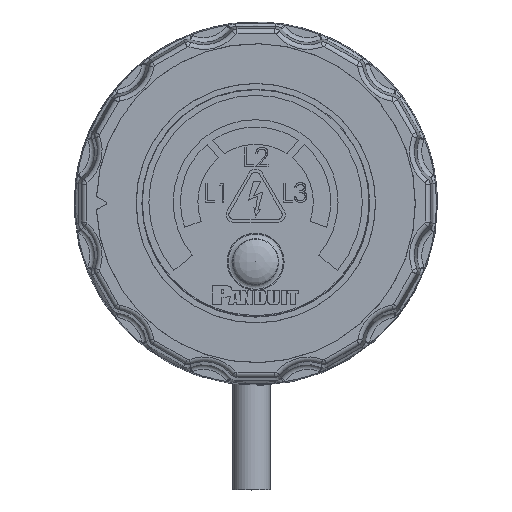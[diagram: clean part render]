
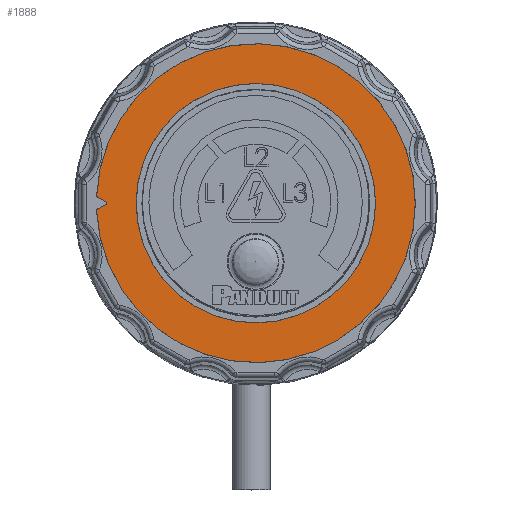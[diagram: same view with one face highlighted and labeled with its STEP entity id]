
A CAD part, top view. The second image highlights one B-rep face of the part: STEP entity #1888.
In plain terms, the highlighted planar face has unit normal (0, 0, 1).
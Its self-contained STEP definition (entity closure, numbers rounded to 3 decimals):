
#379=ELLIPSE('',#8288,0.127,0.127);
#565=B_SPLINE_CURVE_WITH_KNOTS('',3,(#12819,#12820,#12821,#12822,#12823,
#12824,#12825,#12826,#12827,#12828,#12829,#12830,#12831),.UNSPECIFIED.,
 .F.,.F.,(4,3,3,3,4),(0.,0.309,0.619,0.928,
1.),.UNSPECIFIED.);
#566=B_SPLINE_CURVE_WITH_KNOTS('',3,(#12832,#12833,#12834,#12835,#12836,
#12837,#12838,#12839,#12840,#12841,#12842,#12843,#12844),.UNSPECIFIED.,
 .F.,.F.,(4,3,3,3,4),(0.,0.309,0.618,0.927,
1.),.UNSPECIFIED.);
#849=LINE('',#12816,#1293);
#850=LINE('',#12846,#1294);
#1293=VECTOR('',#9142,1.);
#1294=VECTOR('',#9143,1.);
#1760=FACE_BOUND('',#3048,.T.);
#1761=FACE_BOUND('',#3049,.T.);
#1888=ADVANCED_FACE('',(#1760,#1761),#2345,.T.);
#2345=PLANE('',#8289);
#3048=EDGE_LOOP('',(#3899,#3900,#3901,#3902,#3903,#3904));
#3049=EDGE_LOOP('',(#3905));
#3899=ORIENTED_EDGE('',*,*,#6912,.T.);
#3900=ORIENTED_EDGE('',*,*,#6913,.T.);
#3901=ORIENTED_EDGE('',*,*,#6908,.F.);
#3902=ORIENTED_EDGE('',*,*,#6914,.T.);
#3903=ORIENTED_EDGE('',*,*,#6915,.F.);
#3904=ORIENTED_EDGE('',*,*,#6916,.T.);
#3905=ORIENTED_EDGE('',*,*,#6911,.F.);
#6119=VERTEX_POINT('',#12796);
#6120=VERTEX_POINT('',#12797);
#6121=VERTEX_POINT('',#12814);
#6122=VERTEX_POINT('',#12817);
#6123=VERTEX_POINT('',#12818);
#6124=VERTEX_POINT('',#12845);
#6125=VERTEX_POINT('',#12847);
#6908=EDGE_CURVE('',#6119,#6120,#7872,.T.);
#6911=EDGE_CURVE('',#6121,#6121,#7873,.T.);
#6912=EDGE_CURVE('',#6122,#6123,#849,.T.);
#6913=EDGE_CURVE('',#6123,#6120,#565,.T.);
#6914=EDGE_CURVE('',#6119,#6124,#566,.T.);
#6915=EDGE_CURVE('',#6125,#6124,#850,.T.);
#6916=EDGE_CURVE('',#6125,#6122,#379,.T.);
#7872=CIRCLE('',#8284,21.323);
#7873=CIRCLE('',#8286,16.015);
#8284=AXIS2_PLACEMENT_3D('',#12795,#9134,#9135);
#8286=AXIS2_PLACEMENT_3D('',#12813,#9138,#9139);
#8288=AXIS2_PLACEMENT_3D('',#12848,#9144,#9145);
#8289=AXIS2_PLACEMENT_3D('',#12849,#9146,#9147);
#9134=DIRECTION('',(0.,0.,-1.));
#9135=DIRECTION('',(1.,0.,0.));
#9138=DIRECTION('',(0.,0.,1.));
#9139=DIRECTION('',(1.,0.,0.));
#9142=DIRECTION('',(-0.866,-0.5,0.));
#9143=DIRECTION('',(-0.866,0.5,0.));
#9144=DIRECTION('',(0.,0.,-1.));
#9145=DIRECTION('',(-1.,0.,0.));
#9146=DIRECTION('',(0.,0.,1.));
#9147=DIRECTION('',(1.,0.,0.));
#12795=CARTESIAN_POINT('',(-0.002,34.371,-64.756));
#12796=CARTESIAN_POINT('',(-21.304,35.318,-64.756));
#12797=CARTESIAN_POINT('',(-21.304,33.424,-64.756));
#12813=CARTESIAN_POINT('',(-0.002,34.371,-64.756));
#12814=CARTESIAN_POINT('',(16.013,34.371,-64.756));
#12816=CARTESIAN_POINT('',(-21.335,33.485,-64.756));
#12817=CARTESIAN_POINT('',(-19.991,34.261,-64.756));
#12818=CARTESIAN_POINT('',(-21.24,33.54,-64.756));
#12819=CARTESIAN_POINT('',(-21.24,33.54,-64.756));
#12820=CARTESIAN_POINT('',(-21.253,33.533,-64.756));
#12821=CARTESIAN_POINT('',(-21.264,33.523,-64.756));
#12822=CARTESIAN_POINT('',(-21.273,33.513,-64.756));
#12823=CARTESIAN_POINT('',(-21.282,33.502,-64.756));
#12824=CARTESIAN_POINT('',(-21.29,33.489,-64.756));
#12825=CARTESIAN_POINT('',(-21.295,33.476,-64.756));
#12826=CARTESIAN_POINT('',(-21.3,33.463,-64.756));
#12827=CARTESIAN_POINT('',(-21.303,33.448,-64.756));
#12828=CARTESIAN_POINT('',(-21.304,33.434,-64.756));
#12829=CARTESIAN_POINT('',(-21.304,33.431,-64.756));
#12830=CARTESIAN_POINT('',(-21.304,33.428,-64.756));
#12831=CARTESIAN_POINT('',(-21.304,33.424,-64.756));
#12832=CARTESIAN_POINT('',(-21.304,35.318,-64.756));
#12833=CARTESIAN_POINT('',(-21.304,35.303,-64.756));
#12834=CARTESIAN_POINT('',(-21.302,35.289,-64.756));
#12835=CARTESIAN_POINT('',(-21.298,35.275,-64.756));
#12836=CARTESIAN_POINT('',(-21.294,35.262,-64.756));
#12837=CARTESIAN_POINT('',(-21.288,35.249,-64.756));
#12838=CARTESIAN_POINT('',(-21.279,35.237,-64.756));
#12839=CARTESIAN_POINT('',(-21.271,35.226,-64.756));
#12840=CARTESIAN_POINT('',(-21.26,35.216,-64.756));
#12841=CARTESIAN_POINT('',(-21.249,35.207,-64.756));
#12842=CARTESIAN_POINT('',(-21.246,35.206,-64.756));
#12843=CARTESIAN_POINT('',(-21.243,35.204,-64.756));
#12844=CARTESIAN_POINT('',(-21.24,35.202,-64.756));
#12845=CARTESIAN_POINT('',(-21.24,35.202,-64.756));
#12846=CARTESIAN_POINT('',(-4.952,25.798,-64.756));
#12847=CARTESIAN_POINT('',(-19.991,34.481,-64.756));
#12848=CARTESIAN_POINT('',(-20.055,34.371,-64.756));
#12849=CARTESIAN_POINT('',(-0.002,34.371,-64.756));
